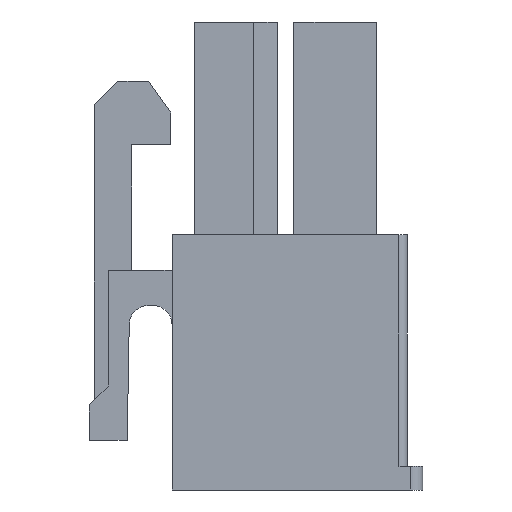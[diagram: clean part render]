
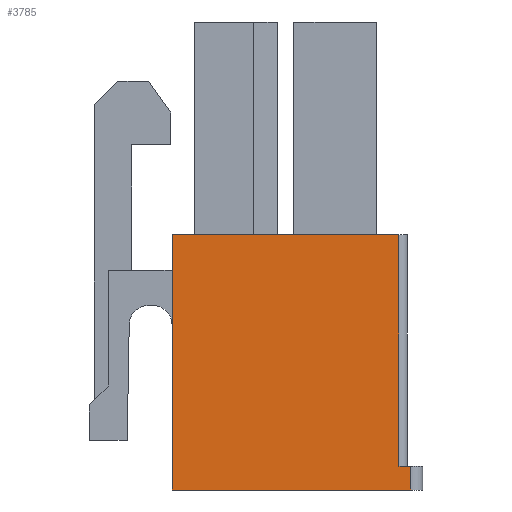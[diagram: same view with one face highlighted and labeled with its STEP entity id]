
A CAD part, left-side view. The second image highlights one B-rep face of the part: STEP entity #3785.
In plain terms, the highlighted planar face has unit normal (-1, 0, 0).
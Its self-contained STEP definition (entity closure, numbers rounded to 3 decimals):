
#1095=DIRECTION('',(0.,0.,1.));
#1096=VECTOR('',#1095,9.8);
#1097=CARTESIAN_POINT('',(-4.8,-4.8,1.));
#1098=LINE('',#1097,#1096);
#1104=DIRECTION('',(0.,1.,0.));
#1105=VECTOR('',#1104,0.5);
#1106=CARTESIAN_POINT('',(-4.8,-5.3,1.));
#1107=LINE('',#1106,#1105);
#1188=DIRECTION('',(0.,0.,1.));
#1189=VECTOR('',#1188,1.);
#1190=CARTESIAN_POINT('',(-4.8,-5.3,0.));
#1191=LINE('',#1190,#1189);
#1192=DIRECTION('',(0.,1.,0.));
#1193=VECTOR('',#1192,10.1);
#1194=CARTESIAN_POINT('',(-4.8,-5.3,0.));
#1195=LINE('',#1194,#1193);
#1196=DIRECTION('',(0.,0.,1.));
#1197=VECTOR('',#1196,10.8);
#1198=CARTESIAN_POINT('',(-4.8,4.8,0.));
#1199=LINE('',#1198,#1197);
#1200=DIRECTION('',(0.,-1.,0.));
#1201=VECTOR('',#1200,9.6);
#1202=CARTESIAN_POINT('',(-4.8,4.8,10.8));
#1203=LINE('',#1202,#1201);
#1516=CARTESIAN_POINT('',(-4.8,4.8,0.));
#1517=CARTESIAN_POINT('',(-4.8,4.8,10.8));
#1518=VERTEX_POINT('',#1516);
#1519=VERTEX_POINT('',#1517);
#1668=CARTESIAN_POINT('',(-4.8,-4.8,1.));
#1669=CARTESIAN_POINT('',(-4.8,-4.8,10.8));
#1670=VERTEX_POINT('',#1668);
#1671=VERTEX_POINT('',#1669);
#1852=CARTESIAN_POINT('',(-4.8,-5.3,1.));
#1854=VERTEX_POINT('',#1852);
#1858=CARTESIAN_POINT('',(-4.8,-5.3,0.));
#1859=VERTEX_POINT('',#1858);
#3772=CARTESIAN_POINT('',(-4.8,4.8,0.));
#3773=DIRECTION('',(-1.,0.,0.));
#3774=DIRECTION('',(0.,-1.,0.));
#3775=AXIS2_PLACEMENT_3D('',#3772,#3773,#3774);
#3776=PLANE('',#3775);
#3777=ORIENTED_EDGE('',*,*,#3693,.F.);
#3778=ORIENTED_EDGE('',*,*,#2027,.T.);
#3779=ORIENTED_EDGE('',*,*,#3747,.T.);
#3780=ORIENTED_EDGE('',*,*,#2390,.T.);
#3781=ORIENTED_EDGE('',*,*,#3638,.F.);
#3782=ORIENTED_EDGE('',*,*,#3664,.F.);
#3783=EDGE_LOOP('',(#3777,#3778,#3779,#3780,#3781,#3782));
#3784=FACE_OUTER_BOUND('',#3783,.F.);
#2027=EDGE_CURVE('',#1859,#1518,#1195,.T.);
#2390=EDGE_CURVE('',#1519,#1671,#1203,.T.);
#3638=EDGE_CURVE('',#1670,#1671,#1098,.T.);
#3664=EDGE_CURVE('',#1854,#1670,#1107,.T.);
#3693=EDGE_CURVE('',#1859,#1854,#1191,.T.);
#3747=EDGE_CURVE('',#1518,#1519,#1199,.T.);
#3785=ADVANCED_FACE('',(#3784),#3776,.T.);
